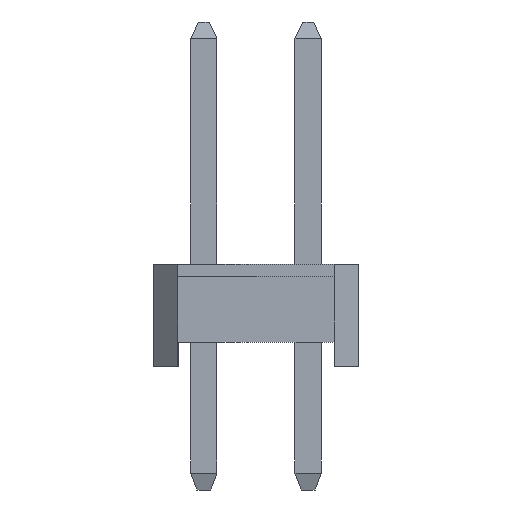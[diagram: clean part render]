
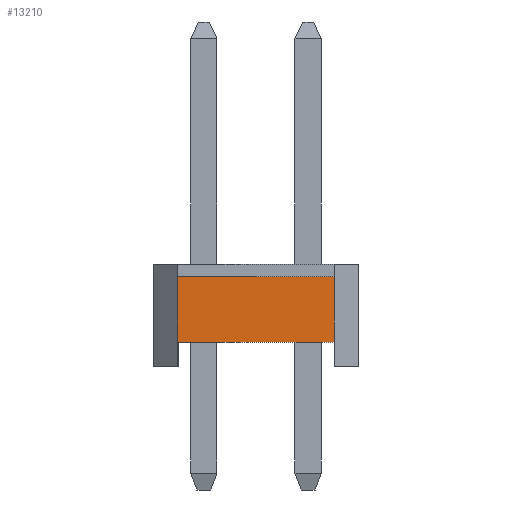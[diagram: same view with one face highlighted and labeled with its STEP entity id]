
A CAD part, left-side view. The second image highlights one B-rep face of the part: STEP entity #13210.
In plain terms, the highlighted planar face has unit normal (-1, 0, 0).
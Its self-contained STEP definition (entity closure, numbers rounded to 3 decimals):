
#343 = EDGE_CURVE ( 'NONE', #9086, #11622, #7604, .T. ) ;
#559 = EDGE_CURVE ( 'NONE', #9086, #1833, #6624, .T. ) ;
#1392 = AXIS2_PLACEMENT_3D ( 'NONE', #3172, #12626, #12495 ) ;
#1504 = CARTESIAN_POINT ( 'NONE',  ( -1.27, 1.9, 0.6 ) ) ;
#1569 = CARTESIAN_POINT ( 'NONE',  ( -1.27, 1.9, 0.6 ) ) ;
#1833 = VERTEX_POINT ( 'NONE', #9437 ) ;
#1872 = VECTOR ( 'NONE', #4209, 1000. ) ;
#1915 = CARTESIAN_POINT ( 'NONE',  ( -1.27, 1.9, 2.5 ) ) ;
#2034 = LINE ( 'NONE', #3240, #1872 ) ;
#2219 = DIRECTION ( 'NONE',  ( 0., -1., 0. ) ) ;
#2360 = VECTOR ( 'NONE', #13631, 1000. ) ;
#2720 = ORIENTED_EDGE ( 'NONE', *, *, #559, .F. ) ;
#3172 = CARTESIAN_POINT ( 'NONE',  ( -1.27, 1.9, 2.5 ) ) ;
#3240 = CARTESIAN_POINT ( 'NONE',  ( -1.27, -1.9, 2.5 ) ) ;
#3732 = CARTESIAN_POINT ( 'NONE',  ( -1.27, -1.9, 2.2 ) ) ;
#4209 = DIRECTION ( 'NONE',  ( 0., 0., -1. ) ) ;
#5229 = CARTESIAN_POINT ( 'NONE',  ( -1.27, -1.9, 0.6 ) ) ;
#5542 = ORIENTED_EDGE ( 'NONE', *, *, #343, .T. ) ;
#5757 = CARTESIAN_POINT ( 'NONE',  ( -1.27, 1.9, 2.2 ) ) ;
#5768 = ORIENTED_EDGE ( 'NONE', *, *, #6077, .F. ) ;
#6077 = EDGE_CURVE ( 'NONE', #1833, #9202, #2034, .T. ) ;
#6372 = VECTOR ( 'NONE', #8813, 1000. ) ;
#6624 = LINE ( 'NONE', #3732, #7434 ) ;
#7007 = ORIENTED_EDGE ( 'NONE', *, *, #13437, .T. ) ;
#7434 = VECTOR ( 'NONE', #2219, 1000. ) ;
#7604 = LINE ( 'NONE', #1915, #2360 ) ;
#8373 = FACE_OUTER_BOUND ( 'NONE', #8760, .T. ) ;
#8760 = EDGE_LOOP ( 'NONE', ( #5768, #2720, #5542, #7007 ) ) ;
#8813 = DIRECTION ( 'NONE',  ( 0., -1., 0. ) ) ;
#9086 = VERTEX_POINT ( 'NONE', #5757 ) ;
#9202 = VERTEX_POINT ( 'NONE', #5229 ) ;
#9437 = CARTESIAN_POINT ( 'NONE',  ( -1.27, -1.9, 2.2 ) ) ;
#9527 = PLANE ( 'NONE',  #1392 ) ;
#11622 = VERTEX_POINT ( 'NONE', #1569 ) ;
#12495 = DIRECTION ( 'NONE',  ( 0., 0., -1. ) ) ;
#12626 = DIRECTION ( 'NONE',  ( 1., 0., 0. ) ) ;
#12941 = LINE ( 'NONE', #1504, #6372 ) ;
#13210 = ADVANCED_FACE ( 'NONE', ( #8373 ), #9527, .F. ) ;
#13437 = EDGE_CURVE ( 'NONE', #11622, #9202, #12941, .T. ) ;
#13631 = DIRECTION ( 'NONE',  ( 0., 0., -1. ) ) ;
